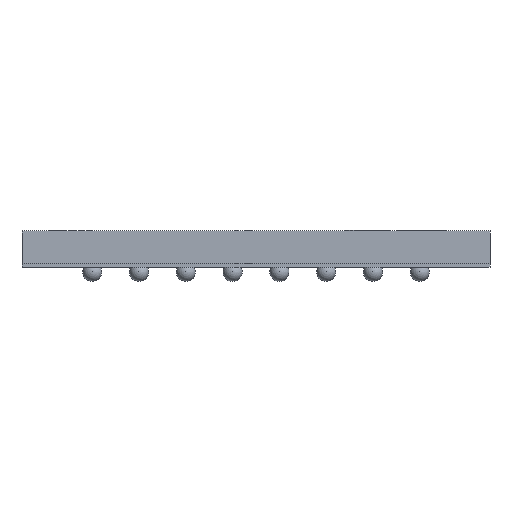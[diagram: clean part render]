
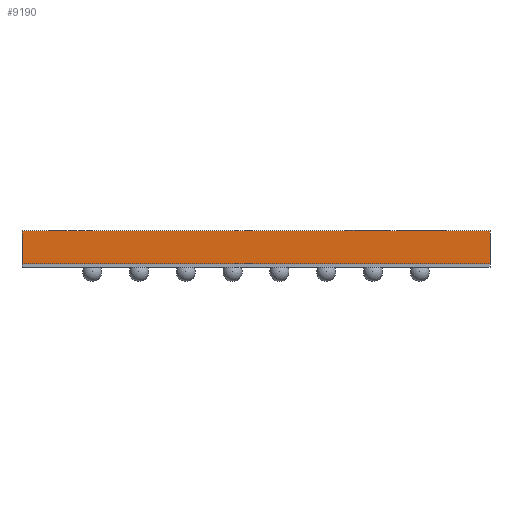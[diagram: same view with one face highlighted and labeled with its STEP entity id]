
A CAD part, front view. The second image highlights one B-rep face of the part: STEP entity #9190.
In plain terms, the highlighted planar face has unit normal (0, -1, 0).
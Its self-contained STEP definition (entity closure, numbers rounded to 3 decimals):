
#1152 = ORIENTED_EDGE ( 'NONE', *, *, #17527, .T. ) ;
#1479 = DIRECTION ( 'NONE',  ( 0., 0., -1. ) ) ;
#2021 = DIRECTION ( 'NONE',  ( 0., 0., 1. ) ) ;
#3240 = VECTOR ( 'NONE', #2021, 1000. ) ;
#4183 = EDGE_CURVE ( 'NONE', #14092, #13567, #9299, .T. ) ;
#4418 = DIRECTION ( 'NONE',  ( 0., 0., 1. ) ) ;
#4901 = CARTESIAN_POINT ( 'NONE',  ( 5., -6.5, -0.7 ) ) ;
#5092 = VECTOR ( 'NONE', #13214, 1000. ) ;
#5158 = CARTESIAN_POINT ( 'NONE',  ( 5., -6.5, 0. ) ) ;
#5806 = VECTOR ( 'NONE', #6612, 1000. ) ;
#6612 = DIRECTION ( 'NONE',  ( 1., 0., 0. ) ) ;
#9190 = ADVANCED_FACE ( 'NONE', ( #10132 ), #16406, .T. ) ;
#9277 = DIRECTION ( 'NONE',  ( 0., -1., 0. ) ) ;
#9299 = LINE ( 'NONE', #9396, #13537 ) ;
#9339 = ORIENTED_EDGE ( 'NONE', *, *, #14269, .T. ) ;
#9396 = CARTESIAN_POINT ( 'NONE',  ( -5., -6.5, -0.7 ) ) ;
#9506 = LINE ( 'NONE', #17685, #3240 ) ;
#10132 = FACE_OUTER_BOUND ( 'NONE', #19766, .T. ) ;
#10819 = LINE ( 'NONE', #15567, #5806 ) ;
#11247 = VERTEX_POINT ( 'NONE', #5158 ) ;
#12165 = ORIENTED_EDGE ( 'NONE', *, *, #19728, .F. ) ;
#12810 = LINE ( 'NONE', #19186, #5092 ) ;
#13081 = AXIS2_PLACEMENT_3D ( 'NONE', #20032, #9277, #1479 ) ;
#13214 = DIRECTION ( 'NONE',  ( 1., 0., 0. ) ) ;
#13537 = VECTOR ( 'NONE', #4418, 1000. ) ;
#13567 = VERTEX_POINT ( 'NONE', #19905 ) ;
#14092 = VERTEX_POINT ( 'NONE', #14463 ) ;
#14269 = EDGE_CURVE ( 'NONE', #14092, #16013, #12810, .T. ) ;
#14463 = CARTESIAN_POINT ( 'NONE',  ( -5., -6.5, -0.7 ) ) ;
#15567 = CARTESIAN_POINT ( 'NONE',  ( -5., -6.5, 0. ) ) ;
#15679 = ORIENTED_EDGE ( 'NONE', *, *, #4183, .F. ) ;
#16013 = VERTEX_POINT ( 'NONE', #4901 ) ;
#16406 = PLANE ( 'NONE',  #13081 ) ;
#17527 = EDGE_CURVE ( 'NONE', #16013, #11247, #9506, .T. ) ;
#17685 = CARTESIAN_POINT ( 'NONE',  ( 5., -6.5, -0.7 ) ) ;
#19186 = CARTESIAN_POINT ( 'NONE',  ( -5., -6.5, -0.7 ) ) ;
#19728 = EDGE_CURVE ( 'NONE', #13567, #11247, #10819, .T. ) ;
#19766 = EDGE_LOOP ( 'NONE', ( #12165, #15679, #9339, #1152 ) ) ;
#19905 = CARTESIAN_POINT ( 'NONE',  ( -5., -6.5, 0. ) ) ;
#20032 = CARTESIAN_POINT ( 'NONE',  ( -5., -6.5, -0.7 ) ) ;
